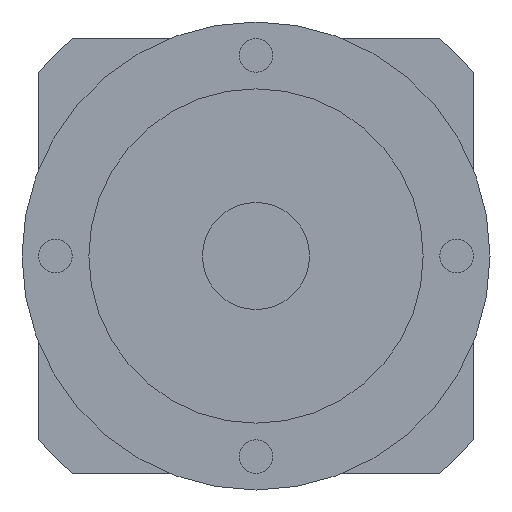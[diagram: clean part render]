
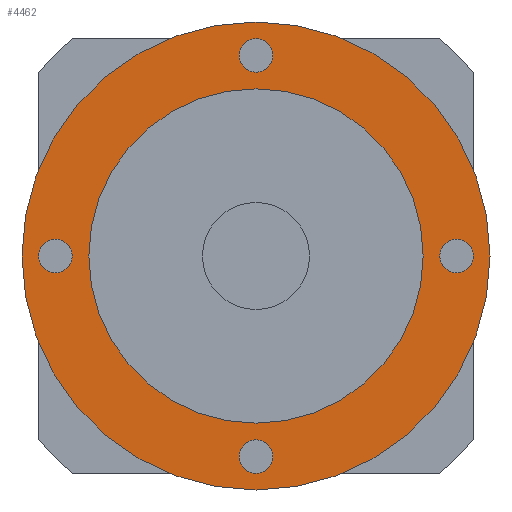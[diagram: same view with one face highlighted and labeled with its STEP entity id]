
A CAD part, front view. The second image highlights one B-rep face of the part: STEP entity #4462.
In plain terms, the highlighted planar face has unit normal (0, -1, 0).
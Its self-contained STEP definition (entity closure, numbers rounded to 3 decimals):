
#264 = DIRECTION ( 'NONE',  ( 0., 0., -1. ) ) ;
#333 = CIRCLE ( 'NONE', #11237, 2.5 ) ;
#536 = CARTESIAN_POINT ( 'NONE',  ( 0., 36., 25. ) ) ;
#783 = AXIS2_PLACEMENT_3D ( 'NONE', #13231, #3449, #10682 ) ;
#826 = CARTESIAN_POINT ( 'NONE',  ( 0., 36., -35. ) ) ;
#841 = AXIS2_PLACEMENT_3D ( 'NONE', #4859, #2325, #14487 ) ;
#867 = EDGE_CURVE ( 'NONE', #14286, #8003, #11479, .T. ) ;
#868 = CARTESIAN_POINT ( 'NONE',  ( -30., 36., 2.5 ) ) ;
#963 = CARTESIAN_POINT ( 'NONE',  ( 0., 36., 32.5 ) ) ;
#1124 = VERTEX_POINT ( 'NONE', #3421 ) ;
#1369 = DIRECTION ( 'NONE',  ( 0., -1., 0. ) ) ;
#1518 = FACE_BOUND ( 'NONE', #2373, .T. ) ;
#1730 = EDGE_CURVE ( 'NONE', #1124, #14225, #333, .T. ) ;
#1763 = EDGE_CURVE ( 'NONE', #3472, #15496, #9208, .T. ) ;
#2070 = EDGE_CURVE ( 'NONE', #11395, #10330, #12511, .T. ) ;
#2091 = AXIS2_PLACEMENT_3D ( 'NONE', #9744, #3692, #2583 ) ;
#2325 = DIRECTION ( 'NONE',  ( 0., -1., 0. ) ) ;
#2373 = EDGE_LOOP ( 'NONE', ( #12544, #11923 ) ) ;
#2473 = PLANE ( 'NONE',  #2945 ) ;
#2546 = FACE_BOUND ( 'NONE', #9910, .T. ) ;
#2583 = DIRECTION ( 'NONE',  ( 0., 0., -1. ) ) ;
#2730 = CARTESIAN_POINT ( 'NONE',  ( -30., 36., 0. ) ) ;
#2945 = AXIS2_PLACEMENT_3D ( 'NONE', #11221, #7242, #3578 ) ;
#3135 = DIRECTION ( 'NONE',  ( 0., -1., 0. ) ) ;
#3275 = EDGE_CURVE ( 'NONE', #13010, #8619, #12596, .T. ) ;
#3421 = CARTESIAN_POINT ( 'NONE',  ( 30., 36., 2.5 ) ) ;
#3449 = DIRECTION ( 'NONE',  ( 0., -1., 0. ) ) ;
#3472 = VERTEX_POINT ( 'NONE', #10730 ) ;
#3578 = DIRECTION ( 'NONE',  ( 0., 0., 1. ) ) ;
#3692 = DIRECTION ( 'NONE',  ( 0., -1., 0. ) ) ;
#4028 = EDGE_CURVE ( 'NONE', #15496, #3472, #15119, .T. ) ;
#4349 = VERTEX_POINT ( 'NONE', #15434 ) ;
#4462 = ADVANCED_FACE ( 'NONE', ( #12406, #2546, #1518, #6366, #12327, #9785 ), #2473, .F. ) ;
#4607 = AXIS2_PLACEMENT_3D ( 'NONE', #9173, #3135, #7984 ) ;
#4623 = CARTESIAN_POINT ( 'NONE',  ( 0., 36., -30. ) ) ;
#4859 = CARTESIAN_POINT ( 'NONE',  ( -30., 36., 0. ) ) ;
#5476 = CIRCLE ( 'NONE', #8266, 2.5 ) ;
#5560 = ORIENTED_EDGE ( 'NONE', *, *, #1730, .F. ) ;
#5651 = DIRECTION ( 'NONE',  ( 0., -1., 0. ) ) ;
#5693 = AXIS2_PLACEMENT_3D ( 'NONE', #6752, #15004, #14925 ) ;
#5955 = ORIENTED_EDGE ( 'NONE', *, *, #11748, .F. ) ;
#6277 = CIRCLE ( 'NONE', #11862, 2.5 ) ;
#6366 = FACE_BOUND ( 'NONE', #6564, .T. ) ;
#6396 = ORIENTED_EDGE ( 'NONE', *, *, #2070, .F. ) ;
#6564 = EDGE_LOOP ( 'NONE', ( #6396, #7859 ) ) ;
#6623 = EDGE_CURVE ( 'NONE', #14225, #1124, #12558, .T. ) ;
#6752 = CARTESIAN_POINT ( 'NONE',  ( 30., 36., 0. ) ) ;
#6808 = AXIS2_PLACEMENT_3D ( 'NONE', #4623, #14325, #15596 ) ;
#7006 = EDGE_CURVE ( 'NONE', #8619, #13010, #5476, .T. ) ;
#7009 = AXIS2_PLACEMENT_3D ( 'NONE', #9873, #1369, #264 ) ;
#7188 = EDGE_LOOP ( 'NONE', ( #13981, #10460 ) ) ;
#7214 = EDGE_LOOP ( 'NONE', ( #8049, #10924 ) ) ;
#7242 = DIRECTION ( 'NONE',  ( 0., 1., 0. ) ) ;
#7282 = DIRECTION ( 'NONE',  ( 0., -1., 0. ) ) ;
#7341 = DIRECTION ( 'NONE',  ( 0., -1., 0. ) ) ;
#7859 = ORIENTED_EDGE ( 'NONE', *, *, #14446, .F. ) ;
#7984 = DIRECTION ( 'NONE',  ( 0., 0., -1. ) ) ;
#8003 = VERTEX_POINT ( 'NONE', #8039 ) ;
#8039 = CARTESIAN_POINT ( 'NONE',  ( 0., 36., -25. ) ) ;
#8049 = ORIENTED_EDGE ( 'NONE', *, *, #4028, .T. ) ;
#8217 = DIRECTION ( 'NONE',  ( 0., 0., -1. ) ) ;
#8266 = AXIS2_PLACEMENT_3D ( 'NONE', #11953, #14179, #8217 ) ;
#8458 = CARTESIAN_POINT ( 'NONE',  ( -30., 36., -2.5 ) ) ;
#8619 = VERTEX_POINT ( 'NONE', #13378 ) ;
#8718 = EDGE_CURVE ( 'NONE', #10114, #4349, #13652, .T. ) ;
#9173 = CARTESIAN_POINT ( 'NONE',  ( 0., 36., 0. ) ) ;
#9208 = CIRCLE ( 'NONE', #2091, 35. ) ;
#9280 = AXIS2_PLACEMENT_3D ( 'NONE', #14528, #5651, #11629 ) ;
#9737 = DIRECTION ( 'NONE',  ( 0., 0., -1. ) ) ;
#9744 = CARTESIAN_POINT ( 'NONE',  ( 0., 36., 0. ) ) ;
#9785 = FACE_OUTER_BOUND ( 'NONE', #7214, .T. ) ;
#9873 = CARTESIAN_POINT ( 'NONE',  ( 0., 36., 30. ) ) ;
#9910 = EDGE_LOOP ( 'NONE', ( #15301, #5560 ) ) ;
#10114 = VERTEX_POINT ( 'NONE', #12080 ) ;
#10330 = VERTEX_POINT ( 'NONE', #868 ) ;
#10460 = ORIENTED_EDGE ( 'NONE', *, *, #3275, .F. ) ;
#10682 = DIRECTION ( 'NONE',  ( 0., 0., -1. ) ) ;
#10730 = CARTESIAN_POINT ( 'NONE',  ( 0., 36., 35. ) ) ;
#10764 = DIRECTION ( 'NONE',  ( 0., -1., 0. ) ) ;
#10774 = DIRECTION ( 'NONE',  ( 0., 0., -1. ) ) ;
#10855 = EDGE_CURVE ( 'NONE', #4349, #10114, #6277, .T. ) ;
#10924 = ORIENTED_EDGE ( 'NONE', *, *, #1763, .T. ) ;
#11221 = CARTESIAN_POINT ( 'NONE',  ( -25., 36., 0. ) ) ;
#11237 = AXIS2_PLACEMENT_3D ( 'NONE', #13246, #7282, #10774 ) ;
#11395 = VERTEX_POINT ( 'NONE', #8458 ) ;
#11479 = CIRCLE ( 'NONE', #4607, 25. ) ;
#11629 = DIRECTION ( 'NONE',  ( 0., 0., -1. ) ) ;
#11748 = EDGE_CURVE ( 'NONE', #8003, #14286, #14480, .T. ) ;
#11816 = ORIENTED_EDGE ( 'NONE', *, *, #867, .F. ) ;
#11862 = AXIS2_PLACEMENT_3D ( 'NONE', #14503, #10764, #9737 ) ;
#11923 = ORIENTED_EDGE ( 'NONE', *, *, #10855, .F. ) ;
#11953 = CARTESIAN_POINT ( 'NONE',  ( 0., 36., 30. ) ) ;
#12080 = CARTESIAN_POINT ( 'NONE',  ( 0., 36., -32.5 ) ) ;
#12189 = DIRECTION ( 'NONE',  ( 0., 0., -1. ) ) ;
#12327 = FACE_BOUND ( 'NONE', #14631, .T. ) ;
#12406 = FACE_BOUND ( 'NONE', #7188, .T. ) ;
#12511 = CIRCLE ( 'NONE', #841, 2.5 ) ;
#12544 = ORIENTED_EDGE ( 'NONE', *, *, #8718, .F. ) ;
#12558 = CIRCLE ( 'NONE', #5693, 2.5 ) ;
#12596 = CIRCLE ( 'NONE', #7009, 2.5 ) ;
#13010 = VERTEX_POINT ( 'NONE', #963 ) ;
#13231 = CARTESIAN_POINT ( 'NONE',  ( 0., 36., 0. ) ) ;
#13246 = CARTESIAN_POINT ( 'NONE',  ( 30., 36., 0. ) ) ;
#13308 = CIRCLE ( 'NONE', #15577, 2.5 ) ;
#13378 = CARTESIAN_POINT ( 'NONE',  ( 0., 36., 27.5 ) ) ;
#13652 = CIRCLE ( 'NONE', #6808, 2.5 ) ;
#13726 = CARTESIAN_POINT ( 'NONE',  ( 30., 36., -2.5 ) ) ;
#13981 = ORIENTED_EDGE ( 'NONE', *, *, #7006, .F. ) ;
#14179 = DIRECTION ( 'NONE',  ( 0., -1., 0. ) ) ;
#14225 = VERTEX_POINT ( 'NONE', #13726 ) ;
#14286 = VERTEX_POINT ( 'NONE', #536 ) ;
#14325 = DIRECTION ( 'NONE',  ( 0., -1., 0. ) ) ;
#14446 = EDGE_CURVE ( 'NONE', #10330, #11395, #13308, .T. ) ;
#14480 = CIRCLE ( 'NONE', #783, 25. ) ;
#14487 = DIRECTION ( 'NONE',  ( 0., 0., -1. ) ) ;
#14503 = CARTESIAN_POINT ( 'NONE',  ( 0., 36., -30. ) ) ;
#14528 = CARTESIAN_POINT ( 'NONE',  ( 0., 36., 0. ) ) ;
#14631 = EDGE_LOOP ( 'NONE', ( #5955, #11816 ) ) ;
#14925 = DIRECTION ( 'NONE',  ( 0., 0., -1. ) ) ;
#15004 = DIRECTION ( 'NONE',  ( 0., -1., 0. ) ) ;
#15119 = CIRCLE ( 'NONE', #9280, 35. ) ;
#15301 = ORIENTED_EDGE ( 'NONE', *, *, #6623, .F. ) ;
#15434 = CARTESIAN_POINT ( 'NONE',  ( 0., 36., -27.5 ) ) ;
#15496 = VERTEX_POINT ( 'NONE', #826 ) ;
#15577 = AXIS2_PLACEMENT_3D ( 'NONE', #2730, #7341, #12189 ) ;
#15596 = DIRECTION ( 'NONE',  ( 0., 0., -1. ) ) ;
